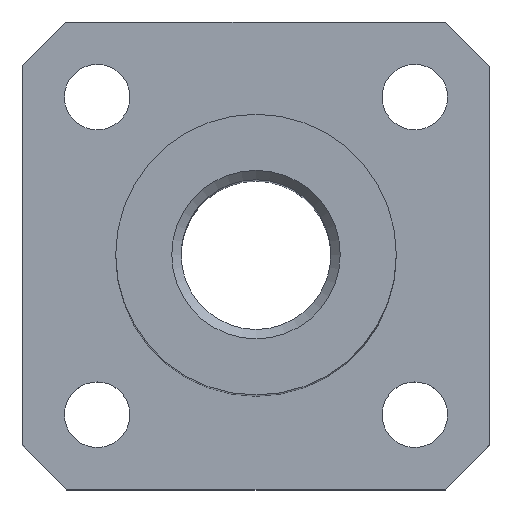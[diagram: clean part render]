
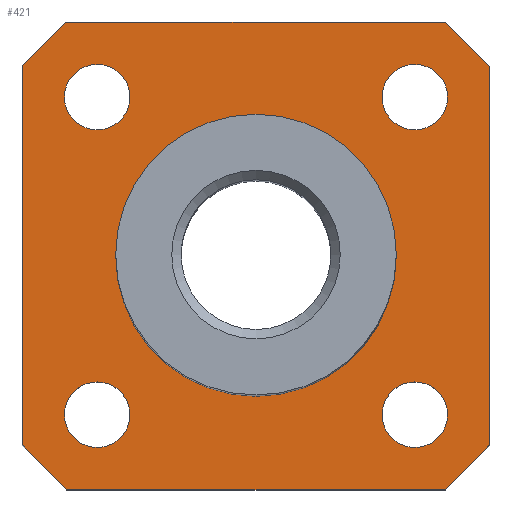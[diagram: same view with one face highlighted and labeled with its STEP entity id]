
A CAD part, top view. The second image highlights one B-rep face of the part: STEP entity #421.
In plain terms, the highlighted planar face has unit normal (0, 0, 1).
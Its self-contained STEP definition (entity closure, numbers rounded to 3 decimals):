
#24=LINE('',#696,#48);
#26=LINE('',#700,#50);
#28=LINE('',#704,#52);
#30=LINE('',#708,#54);
#32=LINE('',#712,#56);
#34=LINE('',#716,#58);
#36=LINE('',#720,#60);
#38=LINE('',#723,#62);
#48=VECTOR('',#581,10.);
#50=VECTOR('',#585,10.);
#52=VECTOR('',#589,10.);
#54=VECTOR('',#593,10.);
#56=VECTOR('',#597,10.);
#58=VECTOR('',#601,10.);
#60=VECTOR('',#605,10.);
#62=VECTOR('',#609,10.);
#77=PLANE('',#489);
#109=FACE_BOUND('',#189,.T.);
#110=FACE_BOUND('',#190,.T.);
#111=FACE_BOUND('',#191,.T.);
#112=FACE_BOUND('',#192,.T.);
#113=FACE_BOUND('',#193,.T.);
#140=FACE_OUTER_BOUND('',#188,.T.);
#188=EDGE_LOOP('',(#379,#380,#381,#382,#383,#384,#385,#386));
#189=EDGE_LOOP('',(#387));
#190=EDGE_LOOP('',(#388));
#191=EDGE_LOOP('',(#389));
#192=EDGE_LOOP('',(#390));
#193=EDGE_LOOP('',(#391));
#213=CIRCLE('',#474,1.75);
#214=CIRCLE('',#476,1.75);
#215=CIRCLE('',#478,1.75);
#216=CIRCLE('',#480,1.75);
#217=CIRCLE('',#490,7.5);
#243=VERTEX_POINT('',#681);
#244=VERTEX_POINT('',#684);
#245=VERTEX_POINT('',#687);
#246=VERTEX_POINT('',#690);
#247=VERTEX_POINT('',#693);
#248=VERTEX_POINT('',#695);
#249=VERTEX_POINT('',#699);
#250=VERTEX_POINT('',#703);
#251=VERTEX_POINT('',#707);
#252=VERTEX_POINT('',#711);
#253=VERTEX_POINT('',#715);
#254=VERTEX_POINT('',#719);
#255=VERTEX_POINT('',#725);
#281=EDGE_CURVE('',#243,#243,#213,.T.);
#282=EDGE_CURVE('',#244,#244,#214,.T.);
#283=EDGE_CURVE('',#245,#245,#215,.T.);
#284=EDGE_CURVE('',#246,#246,#216,.T.);
#286=EDGE_CURVE('',#248,#247,#24,.T.);
#288=EDGE_CURVE('',#249,#248,#26,.T.);
#290=EDGE_CURVE('',#250,#249,#28,.T.);
#292=EDGE_CURVE('',#251,#250,#30,.T.);
#294=EDGE_CURVE('',#252,#251,#32,.T.);
#296=EDGE_CURVE('',#253,#252,#34,.T.);
#298=EDGE_CURVE('',#254,#253,#36,.T.);
#300=EDGE_CURVE('',#247,#254,#38,.T.);
#301=EDGE_CURVE('',#255,#255,#217,.T.);
#379=ORIENTED_EDGE('',*,*,#300,.T.);
#380=ORIENTED_EDGE('',*,*,#298,.T.);
#381=ORIENTED_EDGE('',*,*,#296,.T.);
#382=ORIENTED_EDGE('',*,*,#294,.T.);
#383=ORIENTED_EDGE('',*,*,#292,.T.);
#384=ORIENTED_EDGE('',*,*,#290,.T.);
#385=ORIENTED_EDGE('',*,*,#288,.T.);
#386=ORIENTED_EDGE('',*,*,#286,.T.);
#387=ORIENTED_EDGE('',*,*,#301,.F.);
#388=ORIENTED_EDGE('',*,*,#281,.T.);
#389=ORIENTED_EDGE('',*,*,#282,.T.);
#390=ORIENTED_EDGE('',*,*,#283,.T.);
#391=ORIENTED_EDGE('',*,*,#284,.T.);
#421=ADVANCED_FACE('',(#140,#109,#110,#111,#112,#113),#77,.T.);
#474=AXIS2_PLACEMENT_3D('',#682,#564,#565);
#476=AXIS2_PLACEMENT_3D('',#685,#568,#569);
#478=AXIS2_PLACEMENT_3D('',#688,#572,#573);
#480=AXIS2_PLACEMENT_3D('',#691,#576,#577);
#489=AXIS2_PLACEMENT_3D('',#724,#610,#611);
#490=AXIS2_PLACEMENT_3D('',#726,#612,#613);
#564=DIRECTION('center_axis',(0.,0.,-1.));
#565=DIRECTION('ref_axis',(1.,0.,0.));
#568=DIRECTION('center_axis',(0.,0.,-1.));
#569=DIRECTION('ref_axis',(1.,0.,0.));
#572=DIRECTION('center_axis',(0.,0.,-1.));
#573=DIRECTION('ref_axis',(1.,0.,0.));
#576=DIRECTION('center_axis',(0.,0.,-1.));
#577=DIRECTION('ref_axis',(1.,0.,0.));
#581=DIRECTION('',(1.,0.,0.));
#585=DIRECTION('',(0.707,-0.707,0.));
#589=DIRECTION('',(0.,-1.,0.));
#593=DIRECTION('',(-0.707,-0.707,0.));
#597=DIRECTION('',(-1.,0.,0.));
#601=DIRECTION('',(-0.707,0.707,0.));
#605=DIRECTION('',(0.,1.,0.));
#609=DIRECTION('',(0.707,0.707,0.));
#610=DIRECTION('center_axis',(0.,0.,1.));
#611=DIRECTION('ref_axis',(1.,0.,0.));
#612=DIRECTION('center_axis',(0.,0.,1.));
#613=DIRECTION('ref_axis',(-1.,0.,0.));
#681=CARTESIAN_POINT('',(-10.235,8.485,5.));
#682=CARTESIAN_POINT('Origin',(-8.485,8.485,5.));
#684=CARTESIAN_POINT('',(-10.235,-8.485,5.));
#685=CARTESIAN_POINT('Origin',(-8.485,-8.485,5.));
#687=CARTESIAN_POINT('',(6.735,-8.485,5.));
#688=CARTESIAN_POINT('Origin',(8.485,-8.485,5.));
#690=CARTESIAN_POINT('',(6.735,8.485,5.));
#691=CARTESIAN_POINT('Origin',(8.485,8.485,5.));
#693=CARTESIAN_POINT('',(10.101,-12.5,5.));
#695=CARTESIAN_POINT('',(-10.101,-12.5,5.));
#696=CARTESIAN_POINT('',(12.5,-12.5,5.));
#699=CARTESIAN_POINT('',(-12.5,-10.101,5.));
#700=CARTESIAN_POINT('',(-10.101,-12.5,5.));
#703=CARTESIAN_POINT('',(-12.5,10.154,5.));
#704=CARTESIAN_POINT('',(-12.5,-12.5,5.));
#707=CARTESIAN_POINT('',(-10.154,12.5,5.));
#708=CARTESIAN_POINT('',(-12.5,10.154,5.));
#711=CARTESIAN_POINT('',(10.101,12.5,5.));
#712=CARTESIAN_POINT('',(-12.5,12.5,5.));
#715=CARTESIAN_POINT('',(12.5,10.101,5.));
#716=CARTESIAN_POINT('',(10.101,12.5,5.));
#719=CARTESIAN_POINT('',(12.5,-10.101,5.));
#720=CARTESIAN_POINT('',(12.5,12.5,5.));
#723=CARTESIAN_POINT('',(12.5,-10.101,5.));
#724=CARTESIAN_POINT('Origin',(-0.005,0.005,
5.));
#725=CARTESIAN_POINT('',(-7.5,0.,5.));
#726=CARTESIAN_POINT('Origin',(0.,0.,5.));
